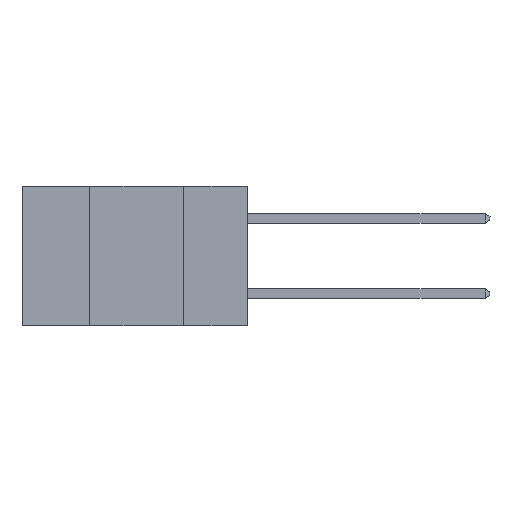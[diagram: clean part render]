
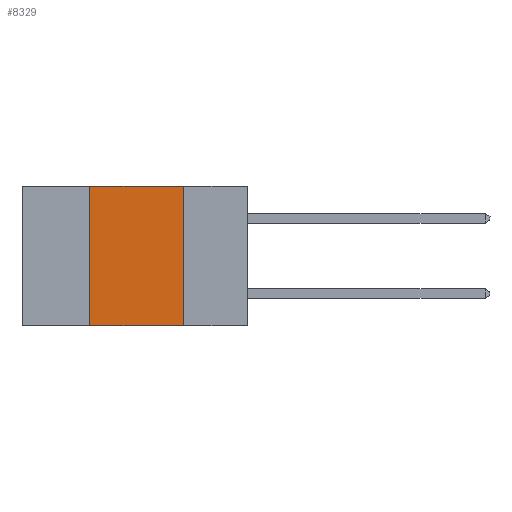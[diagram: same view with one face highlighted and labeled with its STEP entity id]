
A CAD part, left-side view. The second image highlights one B-rep face of the part: STEP entity #8329.
In plain terms, the highlighted planar face has unit normal (-1, 0, 0).
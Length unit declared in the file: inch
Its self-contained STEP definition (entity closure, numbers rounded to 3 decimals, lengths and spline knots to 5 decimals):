
#215 = VECTOR ( 'NONE', #6311, 39.37008 ) ;
#232 = DIRECTION ( 'NONE',  ( 0., -1., 0. ) ) ;
#901 = LINE ( 'NONE', #1574, #9664 ) ;
#1091 = DIRECTION ( 'NONE',  ( 0., 0., 1. ) ) ;
#1574 = CARTESIAN_POINT ( 'NONE',  ( 0., 0.6, 0. ) ) ;
#1628 = CARTESIAN_POINT ( 'NONE',  ( 0., 0.17, -0.37 ) ) ;
#1813 = ORIENTED_EDGE ( 'NONE', *, *, #8364, .F. ) ;
#2198 = LINE ( 'NONE', #9033, #215 ) ;
#2354 = PLANE ( 'NONE',  #6013 ) ;
#2523 = EDGE_CURVE ( 'NONE', #10261, #5968, #901, .T. ) ;
#2728 = CARTESIAN_POINT ( 'NONE',  ( 0., 0.6, -0.37 ) ) ;
#3022 = DIRECTION ( 'NONE',  ( 1., 0., 0. ) ) ;
#3619 = ORIENTED_EDGE ( 'NONE', *, *, #9076, .T. ) ;
#3703 = LINE ( 'NONE', #2728, #7444 ) ;
#5148 = EDGE_CURVE ( 'NONE', #7205, #10261, #5469, .T. ) ;
#5469 = LINE ( 'NONE', #8637, #8635 ) ;
#5968 = VERTEX_POINT ( 'NONE', #6109 ) ;
#6013 = AXIS2_PLACEMENT_3D ( 'NONE', #8201, #3022, #8034 ) ;
#6109 = CARTESIAN_POINT ( 'NONE',  ( 0., 0.17, 0. ) ) ;
#6311 = DIRECTION ( 'NONE',  ( 0., 0., -1. ) ) ;
#6800 = DIRECTION ( 'NONE',  ( 0., -1., 0. ) ) ;
#6915 = ORIENTED_EDGE ( 'NONE', *, *, #2523, .F. ) ;
#7205 = VERTEX_POINT ( 'NONE', #7506 ) ;
#7444 = VECTOR ( 'NONE', #232, 39.37008 ) ;
#7486 = EDGE_LOOP ( 'NONE', ( #1813, #6915, #10032, #3619 ) ) ;
#7506 = CARTESIAN_POINT ( 'NONE',  ( 0., 0.42, -0.37 ) ) ;
#8034 = DIRECTION ( 'NONE',  ( 0., 0., -1. ) ) ;
#8201 = CARTESIAN_POINT ( 'NONE',  ( 0., 0.6, 0. ) ) ;
#8329 = ADVANCED_FACE ( 'NONE', ( #9932 ), #2354, .F. ) ;
#8364 = EDGE_CURVE ( 'NONE', #5968, #10205, #2198, .T. ) ;
#8635 = VECTOR ( 'NONE', #1091, 39.37008 ) ;
#8637 = CARTESIAN_POINT ( 'NONE',  ( 0., 0.42, -0.37 ) ) ;
#9033 = CARTESIAN_POINT ( 'NONE',  ( 0., 0.17, -0.37 ) ) ;
#9076 = EDGE_CURVE ( 'NONE', #7205, #10205, #3703, .T. ) ;
#9664 = VECTOR ( 'NONE', #6800, 39.37008 ) ;
#9932 = FACE_OUTER_BOUND ( 'NONE', #7486, .T. ) ;
#10032 = ORIENTED_EDGE ( 'NONE', *, *, #5148, .F. ) ;
#10205 = VERTEX_POINT ( 'NONE', #1628 ) ;
#10261 = VERTEX_POINT ( 'NONE', #10788 ) ;
#10788 = CARTESIAN_POINT ( 'NONE',  ( 0., 0.42, 0. ) ) ;
